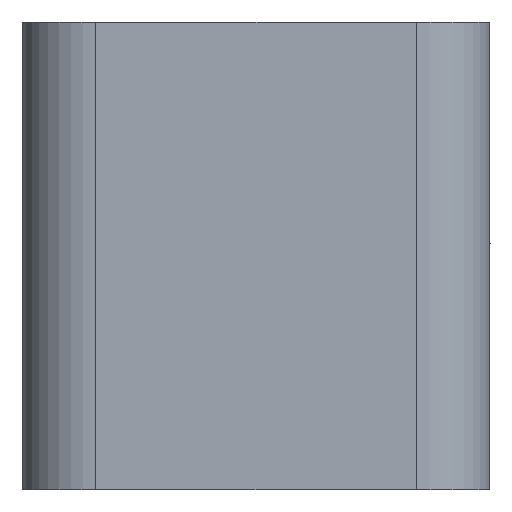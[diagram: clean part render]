
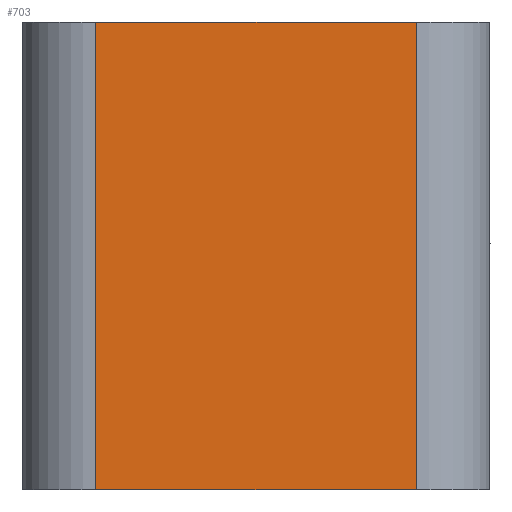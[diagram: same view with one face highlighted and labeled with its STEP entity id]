
A CAD part, left-side view. The second image highlights one B-rep face of the part: STEP entity #703.
In plain terms, the highlighted planar face has unit normal (-1, 0, 0).
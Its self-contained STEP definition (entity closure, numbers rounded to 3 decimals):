
#690=AXIS2_PLACEMENT_3D('Plane Axis2P3D',#687,#688,#689) ;
#155=CARTESIAN_POINT('Vertex',(1424.872,-45.935,843.001)) ;
#197=CARTESIAN_POINT('Vertex',(1424.872,-58.935,843.001)) ;
#200=CARTESIAN_POINT('Line Origine',(1424.872,-52.435,843.001)) ;
#316=CARTESIAN_POINT('Vertex',(1424.872,-45.935,862.001)) ;
#326=CARTESIAN_POINT('Line Origine',(1424.872,-45.935,852.501)) ;
#665=CARTESIAN_POINT('Vertex',(1424.872,-58.935,862.001)) ;
#668=CARTESIAN_POINT('Line Origine',(1424.872,-58.935,852.501)) ;
#687=CARTESIAN_POINT('Axis2P3D Location',(1424.872,-42.435,843.001)) ;
#692=CARTESIAN_POINT('Line Origine',(1424.872,-52.435,862.001)) ;
#201=DIRECTION('Vector Direction',(0.,-1.,0.)) ;
#327=DIRECTION('Vector Direction',(0.,0.,1.)) ;
#669=DIRECTION('Vector Direction',(0.,0.,1.)) ;
#688=DIRECTION('Axis2P3D Direction',(-1.,0.,0.)) ;
#689=DIRECTION('Axis2P3D XDirection',(0.,-1.,0.)) ;
#693=DIRECTION('Vector Direction',(0.,-1.,0.)) ;
#202=VECTOR('Line Direction',#201,1.) ;
#328=VECTOR('Line Direction',#327,1.) ;
#670=VECTOR('Line Direction',#669,1.) ;
#694=VECTOR('Line Direction',#693,1.) ;
#698=ORIENTED_EDGE('',*,*,#204,.T.) ;
#699=ORIENTED_EDGE('',*,*,#672,.T.) ;
#700=ORIENTED_EDGE('',*,*,#696,.F.) ;
#701=ORIENTED_EDGE('',*,*,#330,.F.) ;
#703=ADVANCED_FACE('PartBody',(#702),#691,.T.) ;
#204=EDGE_CURVE('',#156,#198,#203,.T.) ;
#330=EDGE_CURVE('',#156,#317,#329,.T.) ;
#672=EDGE_CURVE('',#198,#666,#671,.T.) ;
#696=EDGE_CURVE('',#317,#666,#695,.T.) ;
#697=EDGE_LOOP('',(#698,#699,#700,#701)) ;
#702=FACE_OUTER_BOUND('',#697,.T.) ;
#203=LINE('Line',#200,#202) ;
#329=LINE('Line',#326,#328) ;
#671=LINE('Line',#668,#670) ;
#695=LINE('Line',#692,#694) ;
#691=PLANE('',#690) ;
#156=VERTEX_POINT('',#155) ;
#198=VERTEX_POINT('',#197) ;
#317=VERTEX_POINT('',#316) ;
#666=VERTEX_POINT('',#665) ;
